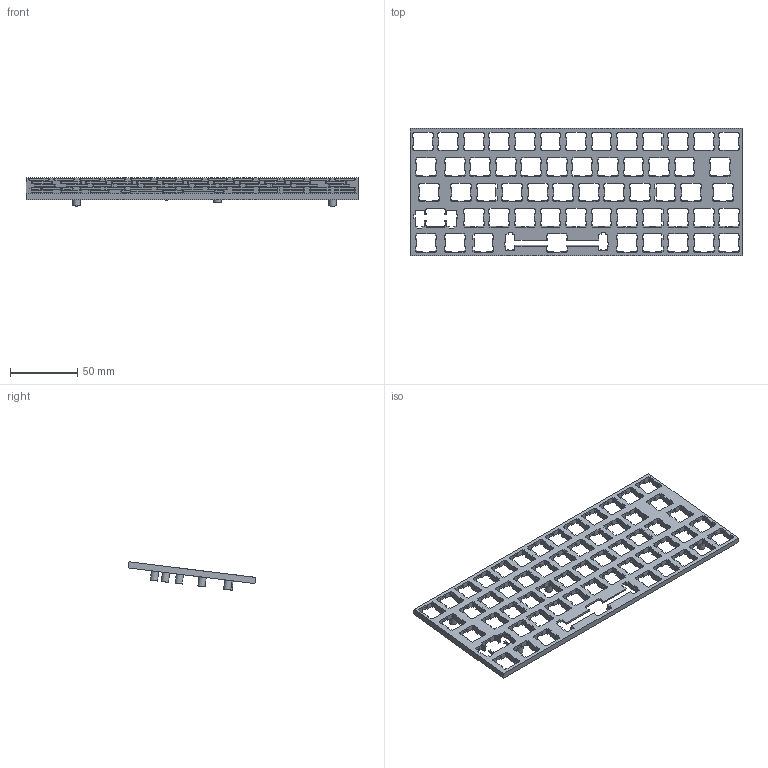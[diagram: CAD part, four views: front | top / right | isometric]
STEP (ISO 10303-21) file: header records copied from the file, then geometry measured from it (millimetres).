
FILE_DESCRIPTION(/* description */ ('STEP AP242','CAx-IF Rec.Pracs.---Representation and Presentation of Product Manufacturing Information (PMI)---4.0---2014-10-13','CAx-IF Rec.Pracs.---3D Tessellated Geometry---0.4---2014-09-14','2;1'),/* implementation_level */ '2;1');
FILE_NAME(/* name */ '668dcb8bcfb26f335f329103',/* time_stamp */ '2024-07-09T23:45:17Z',/* author */ (''),/* organization */ (''),/* preprocessor_version */ 'ST-DEVELOPER v20',/* originating_system */ ' ',/* authorisation */ ' ');
FILE_SCHEMA (('AP242_MANAGED_MODEL_BASED_3D_ENGINEERING_MIM_LF { 1 0 10303 442 1 1 4 }'));
Length unit declared in the file: metre
Products named in the file (1): plate
Bounding box: 247.65 x 95.1 x 21.12 mm (x, y, z)
Volume: 48178 mm3; surface area: 44572.2 mm2
Topology: 1 solids, 1 shells, 1730 faces, 5148 edges, 3432 vertices
Faces by surface type: plane 1718, cylinder 12
Full cylindrical faces by diameter (mm): 2 x6, 5.4 x6
Entity records: 56990 total; most frequent: CARTESIAN_POINT 10299, ORIENTED_EDGE 10272, DIRECTION 8622, EDGE_CURVE 5136, LINE 5112, VECTOR 5112, VERTEX_POINT 3432, EDGE_LOOP 1870
